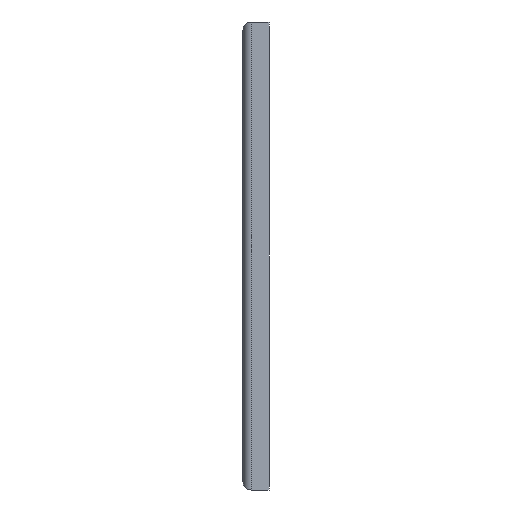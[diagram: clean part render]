
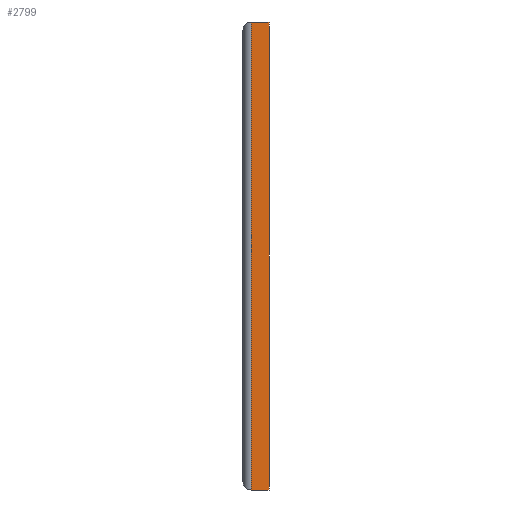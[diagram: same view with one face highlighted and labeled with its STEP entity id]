
A CAD part, left-side view. The second image highlights one B-rep face of the part: STEP entity #2799.
In plain terms, the highlighted planar face has unit normal (-1, 0, 0).
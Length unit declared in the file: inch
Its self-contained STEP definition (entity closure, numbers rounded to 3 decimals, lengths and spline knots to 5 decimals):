
#122 = DIRECTION ( 'NONE',  ( 0., 0., -1. ) ) ;
#151 = LINE ( 'NONE', #3752, #3317 ) ;
#156 = LINE ( 'NONE', #3776, #2409 ) ;
#232 = ORIENTED_EDGE ( 'NONE', *, *, #3628, .F. ) ;
#268 = CARTESIAN_POINT ( 'NONE',  ( -9., 0.68189, -9. ) ) ;
#493 = CARTESIAN_POINT ( 'NONE',  ( -9., 0., -9. ) ) ;
#711 = FACE_OUTER_BOUND ( 'NONE', #800, .T. ) ;
#745 = ORIENTED_EDGE ( 'NONE', *, *, #840, .T. ) ;
#800 = EDGE_LOOP ( 'NONE', ( #232, #1720, #745, #2432 ) ) ;
#814 = DIRECTION ( 'NONE',  ( 0., -1., 0. ) ) ;
#840 = EDGE_CURVE ( 'NONE', #1433, #2210, #4084, .T. ) ;
#851 = VECTOR ( 'NONE', #2806, 39.37008 ) ;
#1146 = CARTESIAN_POINT ( 'NONE',  ( -9., 1., -9. ) ) ;
#1433 = VERTEX_POINT ( 'NONE', #268 ) ;
#1442 = AXIS2_PLACEMENT_3D ( 'NONE', #3716, #2361, #122 ) ;
#1495 = VERTEX_POINT ( 'NONE', #2261 ) ;
#1720 = ORIENTED_EDGE ( 'NONE', *, *, #3410, .T. ) ;
#1828 = DIRECTION ( 'NONE',  ( 0., 0., 1. ) ) ;
#1984 = EDGE_CURVE ( 'NONE', #2210, #1495, #156, .T. ) ;
#2210 = VERTEX_POINT ( 'NONE', #493 ) ;
#2261 = CARTESIAN_POINT ( 'NONE',  ( -9., 0., 9. ) ) ;
#2361 = DIRECTION ( 'NONE',  ( 1., 0., 0. ) ) ;
#2397 = PLANE ( 'NONE',  #1442 ) ;
#2409 = VECTOR ( 'NONE', #1828, 39.37008 ) ;
#2432 = ORIENTED_EDGE ( 'NONE', *, *, #1984, .T. ) ;
#2472 = CARTESIAN_POINT ( 'NONE',  ( -9., 0.68189, 9. ) ) ;
#2690 = CARTESIAN_POINT ( 'NONE',  ( -9., 0.68189, -9. ) ) ;
#2732 = DIRECTION ( 'NONE',  ( 0., 0., -1. ) ) ;
#2799 = ADVANCED_FACE ( 'NONE', ( #711 ), #2397, .F. ) ;
#2806 = DIRECTION ( 'NONE',  ( 0., -1., 0. ) ) ;
#2997 = LINE ( 'NONE', #2690, #4210 ) ;
#3317 = VECTOR ( 'NONE', #814, 39.37008 ) ;
#3410 = EDGE_CURVE ( 'NONE', #3885, #1433, #2997, .T. ) ;
#3628 = EDGE_CURVE ( 'NONE', #3885, #1495, #151, .T. ) ;
#3716 = CARTESIAN_POINT ( 'NONE',  ( -9., 1., -9. ) ) ;
#3752 = CARTESIAN_POINT ( 'NONE',  ( -9., 1., 9. ) ) ;
#3776 = CARTESIAN_POINT ( 'NONE',  ( -9., 0., -9. ) ) ;
#3885 = VERTEX_POINT ( 'NONE', #2472 ) ;
#4084 = LINE ( 'NONE', #1146, #851 ) ;
#4210 = VECTOR ( 'NONE', #2732, 39.37008 ) ;
